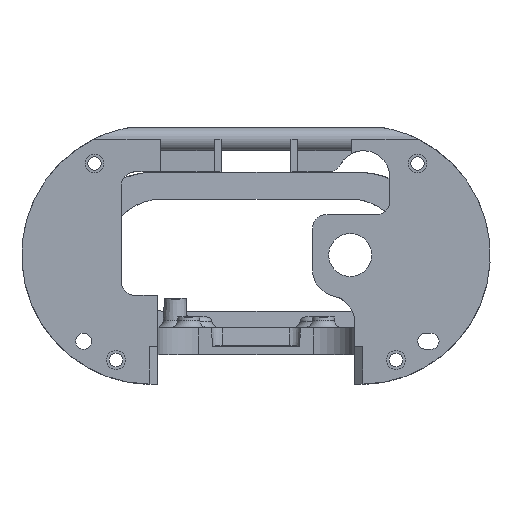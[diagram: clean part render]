
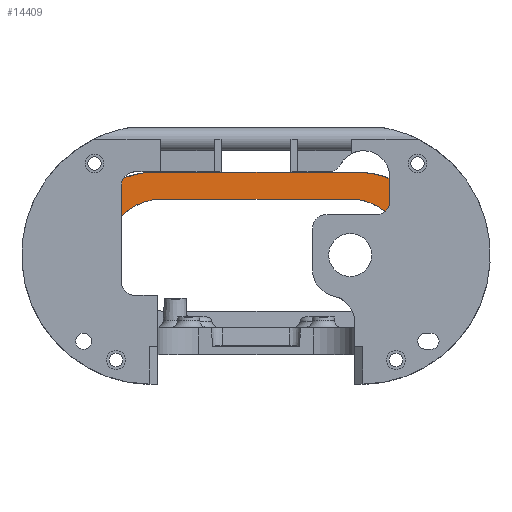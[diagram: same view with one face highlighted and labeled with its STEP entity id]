
A CAD part, front view. The second image highlights one B-rep face of the part: STEP entity #14409.
In plain terms, the highlighted planar face has unit normal (0, -0.999, 0.052).
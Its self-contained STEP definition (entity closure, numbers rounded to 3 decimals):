
#202 = LINE ( 'NONE', #11316, #4099 ) ;
#216 = CARTESIAN_POINT ( 'NONE',  ( -38., 883.027, 30.75 ) ) ;
#292 = ORIENTED_EDGE ( 'NONE', *, *, #13552, .F. ) ;
#424 = CARTESIAN_POINT ( 'NONE',  ( -53.526, 879.953, -27.894 ) ) ;
#595 = DIRECTION ( 'NONE',  ( 0.104, -0.052, -0.993 ) ) ;
#596 = EDGE_CURVE ( 'NONE', #5389, #17920, #7112, .T. ) ;
#672 = LINE ( 'NONE', #2545, #9958 ) ;
#783 = EDGE_LOOP ( 'NONE', ( #6967, #6004, #292, #11166, #13105, #2720, #1878, #9690, #9012, #15040, #3594, #11736, #7655, #5992 ) ) ;
#869 = VERTEX_POINT ( 'NONE', #15918 ) ;
#887 = EDGE_CURVE ( 'NONE', #5389, #16120, #3546, .T. ) ;
#1275 = CARTESIAN_POINT ( 'NONE',  ( 67., 881.951, 10.226 ) ) ;
#1350 = VECTOR ( 'NONE', #595, 1000. ) ;
#1362 = VERTEX_POINT ( 'NONE', #2661 ) ;
#1720 = DIRECTION ( 'NONE',  ( 0., -0.052, -0.999 ) ) ;
#1878 = ORIENTED_EDGE ( 'NONE', *, *, #20629, .T. ) ;
#2037 = CARTESIAN_POINT ( 'NONE',  ( -67., 880., -27. ) ) ;
#2199 = CARTESIAN_POINT ( 'NONE',  ( 55.749, 881.492, 1.461 ) ) ;
#2304 = EDGE_CURVE ( 'NONE', #16120, #12830, #19407, .T. ) ;
#2478 = DIRECTION ( 'NONE',  ( -1., 0., 0. ) ) ;
#2516 = DIRECTION ( 'NONE',  ( 1., 0., 0. ) ) ;
#2545 = CARTESIAN_POINT ( 'NONE',  ( -45., 881.887, 9. ) ) ;
#2661 = CARTESIAN_POINT ( 'NONE',  ( -67., 881.887, 9. ) ) ;
#2720 = ORIENTED_EDGE ( 'NONE', *, *, #2304, .T. ) ;
#2961 = CARTESIAN_POINT ( 'NONE',  ( 35., 882.505, 20.8 ) ) ;
#3070 = CARTESIAN_POINT ( 'NONE',  ( 35., 882.505, 20.8 ) ) ;
#3096 = CARTESIAN_POINT ( 'NONE',  ( 46.516, 882.505, 20.8 ) ) ;
#3118 = CARTESIAN_POINT ( 'NONE',  ( 55.749, 881.492, 1.461 ) ) ;
#3362 = CARTESIAN_POINT ( 'NONE',  ( -35., 882.505, 20.8 ) ) ;
#3494 = DIRECTION ( 'NONE',  ( 1., 0., 0. ) ) ;
#3546 = LINE ( 'NONE', #16016, #12201 ) ;
#3594 = ORIENTED_EDGE ( 'NONE', *, *, #11323, .F. ) ;
#3628 = CARTESIAN_POINT ( 'NONE',  ( 54.94, 882.094, 12.948 ) ) ;
#3668 = EDGE_CURVE ( 'NONE', #1362, #13907, #12044, .T. ) ;
#3989 = CARTESIAN_POINT ( 'NONE',  ( 56.611, 881.492, 1.461 ) ) ;
#4099 = VECTOR ( 'NONE', #12821, 1000. ) ;
#5053 = VECTOR ( 'NONE', #3494, 1000. ) ;
#5389 = VERTEX_POINT ( 'NONE', #2199 ) ;
#5529 = LINE ( 'NONE', #3362, #14051 ) ;
#5566 = CARTESIAN_POINT ( 'NONE',  ( -55.749, 881.492, 1.461 ) ) ;
#5620 = EDGE_CURVE ( 'NONE', #19772, #6349, #202, .T. ) ;
#5930 = CARTESIAN_POINT ( 'NONE',  ( -67., 881.951, 10.226 ) ) ;
#5992 = ORIENTED_EDGE ( 'NONE', *, *, #8663, .T. ) ;
#6004 = ORIENTED_EDGE ( 'NONE', *, *, #11975, .F. ) ;
#6098 =( BOUNDED_CURVE ( )  B_SPLINE_CURVE ( 3, ( #12785, #13890, #12970, #12657 ),
 .UNSPECIFIED., .F., .T. ) 
 B_SPLINE_CURVE_WITH_KNOTS ( ( 4, 4 ),
 ( 1.91, 3.142 ),
 .UNSPECIFIED. ) 
 CURVE ( )  GEOMETRIC_REPRESENTATION_ITEM ( )  RATIONAL_B_SPLINE_CURVE ( ( 1., 0.878, 0.878, 1. ) ) 
 REPRESENTATION_ITEM ( '' )  );
#6294 = VECTOR ( 'NONE', #1720, 1000. ) ;
#6349 = VERTEX_POINT ( 'NONE', #13821 ) ;
#6353 = VECTOR ( 'NONE', #16304, 1000. ) ;
#6967 = ORIENTED_EDGE ( 'NONE', *, *, #5620, .F. ) ;
#7112 =( BOUNDED_CURVE ( )  B_SPLINE_CURVE ( 3, ( #3118, #3628, #3096, #3070 ),
 .UNSPECIFIED., .F., .T. ) 
 B_SPLINE_CURVE_WITH_KNOTS ( ( 4, 4 ),
 ( 4.783, 6.283 ),
 .UNSPECIFIED. ) 
 CURVE ( )  GEOMETRIC_REPRESENTATION_ITEM ( )  RATIONAL_B_SPLINE_CURVE ( ( 1., 0.821, 0.821, 1. ) ) 
 REPRESENTATION_ITEM ( '' )  );
#7542 = CARTESIAN_POINT ( 'NONE',  ( 67., 881.951, 10.226 ) ) ;
#7655 = ORIENTED_EDGE ( 'NONE', *, *, #3668, .T. ) ;
#8557 = CARTESIAN_POINT ( 'NONE',  ( 62.512, 882.618, 22.953 ) ) ;
#8637 = EDGE_CURVE ( 'NONE', #20470, #1362, #20144, .T. ) ;
#8663 = EDGE_CURVE ( 'NONE', #13907, #6349, #18644, .T. ) ;
#8810 = FACE_OUTER_BOUND ( 'NONE', #783, .T. ) ;
#8911 = LINE ( 'NONE', #21002, #5053 ) ;
#9012 = ORIENTED_EDGE ( 'NONE', *, *, #16351, .F. ) ;
#9327 = DIRECTION ( 'NONE',  ( 0.104, 0.052, 0.993 ) ) ;
#9446 = VERTEX_POINT ( 'NONE', #12460 ) ;
#9690 = ORIENTED_EDGE ( 'NONE', *, *, #15780, .T. ) ;
#9958 = VECTOR ( 'NONE', #2516, 1000. ) ;
#9985 = CARTESIAN_POINT ( 'NONE',  ( 52.545, 879.464, -37.224 ) ) ;
#10023 = CARTESIAN_POINT ( 'NONE',  ( 38., 883.027, 30.75 ) ) ;
#10487 = VERTEX_POINT ( 'NONE', #1275 ) ;
#11166 = ORIENTED_EDGE ( 'NONE', *, *, #596, .F. ) ;
#11278 = DIRECTION ( 'NONE',  ( 0., -0.052, -0.999 ) ) ;
#11295 = DIRECTION ( 'NONE',  ( 0., -0.999, 0.052 ) ) ;
#11316 = CARTESIAN_POINT ( 'NONE',  ( 0., 881.492, 1.461 ) ) ;
#11323 = EDGE_CURVE ( 'NONE', #20470, #20746, #6098, .T. ) ;
#11384 = PLANE ( 'NONE',  #17198 ) ;
#11550 = VECTOR ( 'NONE', #18316, 1000. ) ;
#11702 = CARTESIAN_POINT ( 'NONE',  ( -45., 880., -27. ) ) ;
#11736 = ORIENTED_EDGE ( 'NONE', *, *, #8637, .T. ) ;
#11975 = EDGE_CURVE ( 'NONE', #9446, #19772, #15574, .T. ) ;
#12044 = LINE ( 'NONE', #19922, #11550 ) ;
#12159 = LINE ( 'NONE', #16412, #6353 ) ;
#12201 = VECTOR ( 'NONE', #16084, 1000. ) ;
#12460 = CARTESIAN_POINT ( 'NONE',  ( -35., 882.505, 20.8 ) ) ;
#12595 = EDGE_CURVE ( 'NONE', #20746, #869, #8911, .T. ) ;
#12657 = CARTESIAN_POINT ( 'NONE',  ( -38., 883.027, 30.75 ) ) ;
#12785 = CARTESIAN_POINT ( 'NONE',  ( -67., 881.951, 10.226 ) ) ;
#12821 = DIRECTION ( 'NONE',  ( -1., 0., 0. ) ) ;
#12830 = VERTEX_POINT ( 'NONE', #13124 ) ;
#12970 = CARTESIAN_POINT ( 'NONE',  ( -51.496, 883.027, 30.75 ) ) ;
#13105 = ORIENTED_EDGE ( 'NONE', *, *, #887, .T. ) ;
#13124 = CARTESIAN_POINT ( 'NONE',  ( 57.403, 881.887, 9. ) ) ;
#13552 = EDGE_CURVE ( 'NONE', #17920, #9446, #5529, .T. ) ;
#13821 = CARTESIAN_POINT ( 'NONE',  ( -56.611, 881.492, 1.461 ) ) ;
#13890 = CARTESIAN_POINT ( 'NONE',  ( -62.512, 882.618, 22.953 ) ) ;
#13907 = VERTEX_POINT ( 'NONE', #16928 ) ;
#14051 = VECTOR ( 'NONE', #2478, 1000. ) ;
#14409 = ADVANCED_FACE ( 'NONE', ( #8810 ), #11384, .T. ) ;
#14896 = CARTESIAN_POINT ( 'NONE',  ( 67., 881.887, 9. ) ) ;
#15040 = ORIENTED_EDGE ( 'NONE', *, *, #12595, .F. ) ;
#15106 = VECTOR ( 'NONE', #9327, 1000. ) ;
#15272 = CARTESIAN_POINT ( 'NONE',  ( -54.94, 882.094, 12.948 ) ) ;
#15574 =( BOUNDED_CURVE ( )  B_SPLINE_CURVE ( 3, ( #17902, #15790, #15272, #5566 ),
 .UNSPECIFIED., .F., .F. ) 
 B_SPLINE_CURVE_WITH_KNOTS ( ( 4, 4 ),
 ( 0., 1.5 ),
 .UNSPECIFIED. ) 
 CURVE ( )  GEOMETRIC_REPRESENTATION_ITEM ( )  RATIONAL_B_SPLINE_CURVE ( ( 1., 0.821, 0.821, 1. ) ) 
 REPRESENTATION_ITEM ( '' )  );
#15780 = EDGE_CURVE ( 'NONE', #15846, #10487, #12159, .T. ) ;
#15790 = CARTESIAN_POINT ( 'NONE',  ( -46.516, 882.505, 20.8 ) ) ;
#15846 = VERTEX_POINT ( 'NONE', #14896 ) ;
#15918 = CARTESIAN_POINT ( 'NONE',  ( 38., 883.027, 30.75 ) ) ;
#16016 = CARTESIAN_POINT ( 'NONE',  ( 0., 881.492, 1.461 ) ) ;
#16084 = DIRECTION ( 'NONE',  ( 1., 0., 0. ) ) ;
#16120 = VERTEX_POINT ( 'NONE', #3989 ) ;
#16304 = DIRECTION ( 'NONE',  ( 0., 0.052, 0.999 ) ) ;
#16351 = EDGE_CURVE ( 'NONE', #869, #10487, #18740, .T. ) ;
#16412 = CARTESIAN_POINT ( 'NONE',  ( 67., 880., -27. ) ) ;
#16928 = CARTESIAN_POINT ( 'NONE',  ( -57.403, 881.887, 9. ) ) ;
#17198 = AXIS2_PLACEMENT_3D ( 'NONE', #11702, #11295, #11278 ) ;
#17902 = CARTESIAN_POINT ( 'NONE',  ( -35., 882.505, 20.8 ) ) ;
#17920 = VERTEX_POINT ( 'NONE', #2961 ) ;
#17930 = CARTESIAN_POINT ( 'NONE',  ( 51.496, 883.027, 30.75 ) ) ;
#18316 = DIRECTION ( 'NONE',  ( 1., 0., 0. ) ) ;
#18644 = LINE ( 'NONE', #424, #1350 ) ;
#18740 =( BOUNDED_CURVE ( )  B_SPLINE_CURVE ( 3, ( #10023, #17930, #8557, #7542 ),
 .UNSPECIFIED., .F., .T. ) 
 B_SPLINE_CURVE_WITH_KNOTS ( ( 4, 4 ),
 ( 3.142, 4.373 ),
 .UNSPECIFIED. ) 
 CURVE ( )  GEOMETRIC_REPRESENTATION_ITEM ( )  RATIONAL_B_SPLINE_CURVE ( ( 1., 0.878, 0.878, 1. ) ) 
 REPRESENTATION_ITEM ( '' )  );
#19407 = LINE ( 'NONE', #9985, #15106 ) ;
#19772 = VERTEX_POINT ( 'NONE', #19809 ) ;
#19809 = CARTESIAN_POINT ( 'NONE',  ( -55.749, 881.492, 1.461 ) ) ;
#19922 = CARTESIAN_POINT ( 'NONE',  ( -45., 881.887, 9. ) ) ;
#20144 = LINE ( 'NONE', #2037, #6294 ) ;
#20470 = VERTEX_POINT ( 'NONE', #5930 ) ;
#20629 = EDGE_CURVE ( 'NONE', #12830, #15846, #672, .T. ) ;
#20746 = VERTEX_POINT ( 'NONE', #216 ) ;
#21002 = CARTESIAN_POINT ( 'NONE',  ( -45., 883.027, 30.75 ) ) ;
